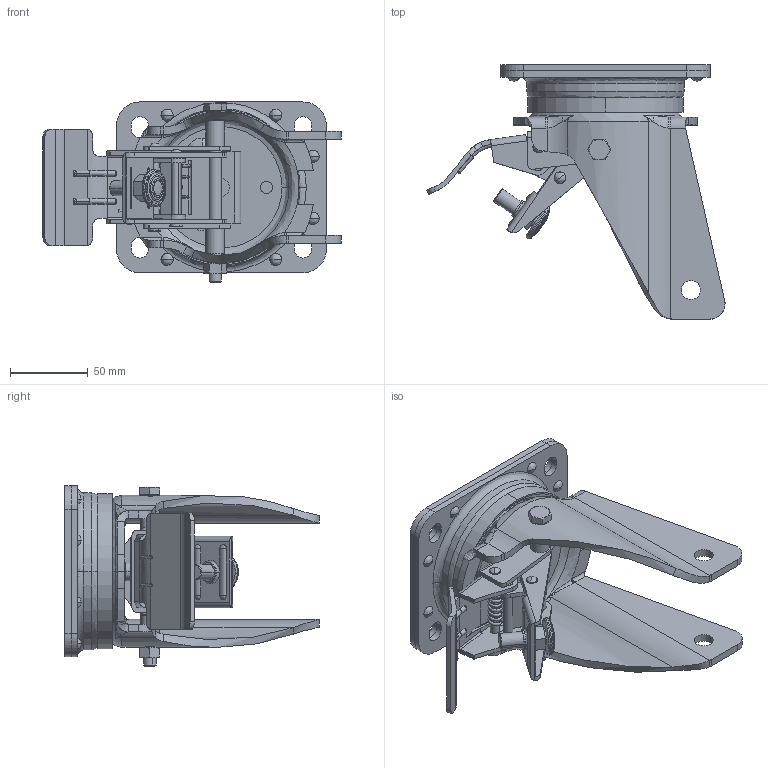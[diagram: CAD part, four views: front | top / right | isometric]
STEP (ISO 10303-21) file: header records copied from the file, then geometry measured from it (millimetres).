
FILE_DESCRIPTION (( 'STEP AP214' ), '1' );
FILE_NAME ('0019420.step', '2025-08-12T09:20:32', ( '' ), ( '' ), 'SwSTEP 2.0', 'SolidWorks 2020', '' );
FILE_SCHEMA (( 'AUTOMOTIVE_DESIGN' ));
Length unit declared in the file: millimetre
Products named in the file (1): 0019420
Bounding box: 191.93 x 163.7 x 116 mm (x, y, z)
Volume: 387430.3 mm3; surface area: 219472.7 mm2
Topology: 30 solids, 30 shells, 1095 faces, 2754 edges, 1762 vertices
Faces by surface type: plane 456, cylinder 383, bspline 184, cone 54, torus 18
Entity records: 56830 total; most frequent: CARTESIAN_POINT 19271, ORIENTED_EDGE 5472, DIRECTION 5173, EDGE_CURVE 2736, AXIS2_PLACEMENT_3D 1904, VERTEX_POINT 1762, VECTOR 1365, LINE 1365
